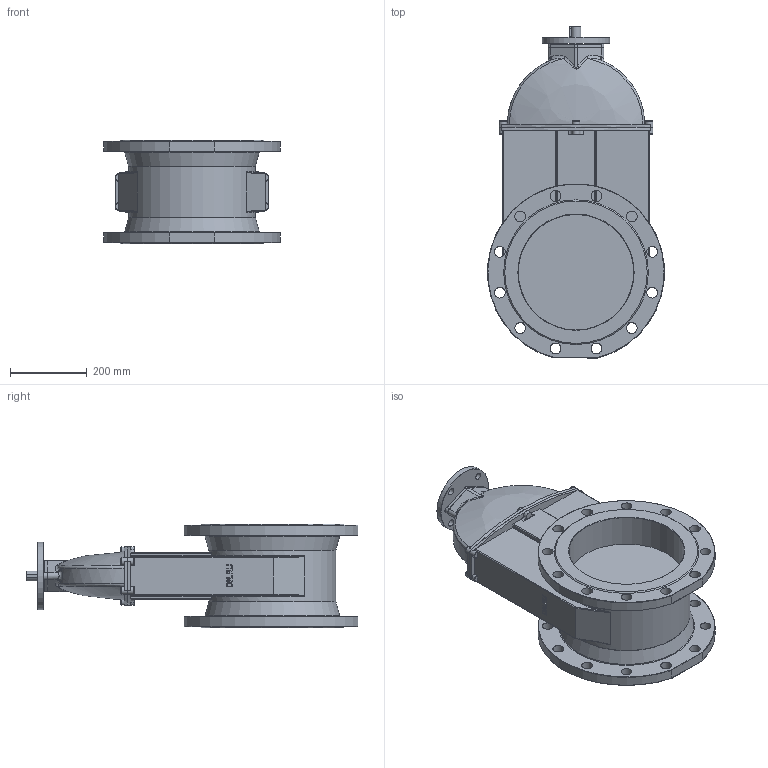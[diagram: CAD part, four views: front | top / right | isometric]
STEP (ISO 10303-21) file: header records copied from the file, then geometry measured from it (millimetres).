
FILE_DESCRIPTION(/* description */ (''),/* implementation_level */ '2;1');
FILE_NAME(/* name */ 'DN300_3D_STEP.stp',/* time_stamp */ '2024-02-06T22:30:55+03:00',/* author */ ('igorr'),/* organization */ (''),/* preprocessor_version */ 'ST-DEVELOPER v19.2',/* originating_system */ 'Autodesk Inventor 2023',/* authorisation */ '');
FILE_SCHEMA (('AUTOMOTIVE_DESIGN { 1 0 10303 214 3 1 1 }'));
Length unit declared in the file: millimetre
Products named in the file (3): Сборка_Чертежная; Деталь1; Rivet GB/T 1015-1986-8 X 14
Assembly tree (7 placements, depth 2):
  Сборка_Чертежная
    Деталь1
    Rivet GB/T 1015-1986-8 X 14  x6
Bounding box: 458.37 x 862.5 x 270 mm (x, y, z)
Volume: 31822807.3 mm3; surface area: 1544673.7 mm2
Topology: 7 solids, 7 shells, 425 faces, 1044 edges, 656 vertices
Faces by surface type: plane 148, cylinder 135, bspline 65, torus 43, cone 24, sphere 10
Full cylindrical faces by diameter (mm): 6.16 x6, 8 x6, 10 x12, 14.22 x6, 18 x4, 20 x6, 25 x1, 28 x24, 30 x1, 100 x1, 175 x1, 300 x2, 330 x1
Entity records: 13747 total; most frequent: CARTESIAN_POINT 4460, ORIENTED_EDGE 1850, DIRECTION 1752, EDGE_CURVE 925, AXIS2_PLACEMENT_3D 682, VERTEX_POINT 586, EDGE_LOOP 467, LINE 388
